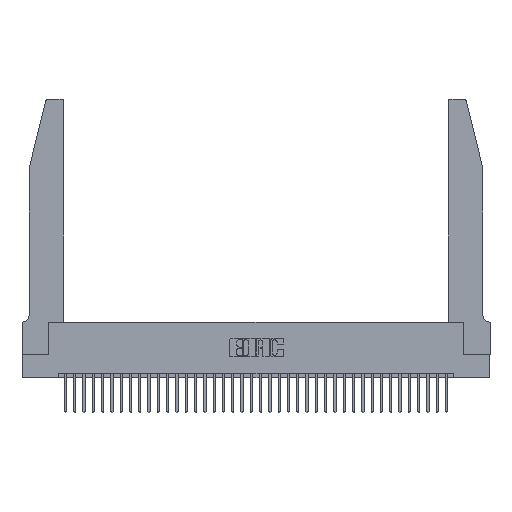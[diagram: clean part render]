
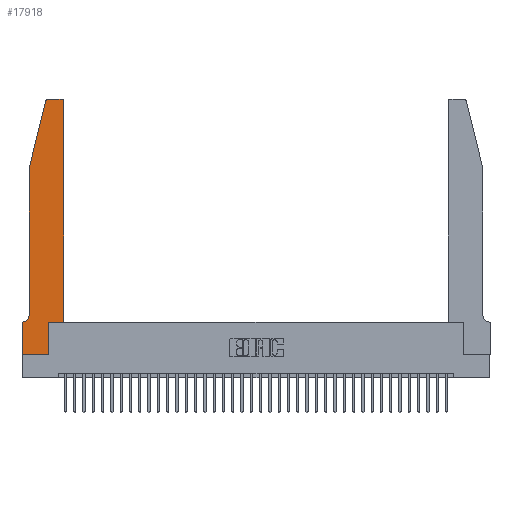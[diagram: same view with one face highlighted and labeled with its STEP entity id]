
A CAD part, top view. The second image highlights one B-rep face of the part: STEP entity #17918.
In plain terms, the highlighted planar face has unit normal (0, 0, 1).
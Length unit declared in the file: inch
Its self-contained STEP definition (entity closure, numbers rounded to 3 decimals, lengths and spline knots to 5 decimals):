
#50 = VERTEX_POINT ( 'NONE', #28279 ) ;
#741 = VERTEX_POINT ( 'NONE', #2230 ) ;
#1167 = DIRECTION ( 'NONE',  ( 1., 0., 0. ) ) ;
#1319 = VECTOR ( 'NONE', #16737, 39.37008 ) ;
#1364 = AXIS2_PLACEMENT_3D ( 'NONE', #18082, #17959, #11684 ) ;
#1426 = EDGE_CURVE ( 'NONE', #25635, #37049, #34668, .T. ) ;
#1948 = VECTOR ( 'NONE', #36984, 39.37008 ) ;
#2230 = CARTESIAN_POINT ( 'NONE',  ( 0.4505, 0.35, 0.37 ) ) ;
#2686 = EDGE_CURVE ( 'NONE', #20712, #28246, #11294, .T. ) ;
#2734 = EDGE_CURVE ( 'NONE', #741, #36074, #33171, .T. ) ;
#3727 = CARTESIAN_POINT ( 'NONE',  ( 0.4505, 0.35, 0.37 ) ) ;
#3882 = VECTOR ( 'NONE', #7926, 39.37008 ) ;
#4888 = DIRECTION ( 'NONE',  ( -1., 0., 0. ) ) ;
#6014 = AXIS2_PLACEMENT_3D ( 'NONE', #33015, #24594, #1167 ) ;
#6270 = CARTESIAN_POINT ( 'NONE',  ( 0.284, 2.75, 0.37 ) ) ;
#6285 = VERTEX_POINT ( 'NONE', #31842 ) ;
#6383 = ORIENTED_EDGE ( 'NONE', *, *, #2734, .T. ) ;
#6716 = CARTESIAN_POINT ( 'NONE',  ( 0.0055, 0.42, 0.37 ) ) ;
#6731 = EDGE_CURVE ( 'NONE', #50, #25430, #17751, .T. ) ;
#6867 = ORIENTED_EDGE ( 'NONE', *, *, #11270, .T. ) ;
#7390 = CARTESIAN_POINT ( 'NONE',  ( 0.0755, 2., 0.37 ) ) ;
#7716 = EDGE_CURVE ( 'NONE', #20570, #20712, #30863, .T. ) ;
#7926 = DIRECTION ( 'NONE',  ( 1., 0., 0. ) ) ;
#8419 = VECTOR ( 'NONE', #37071, 39.37008 ) ;
#8539 = DIRECTION ( 'NONE',  ( 0., 1., 0. ) ) ;
#8712 = EDGE_CURVE ( 'NONE', #28246, #25635, #19437, .T. ) ;
#8844 = EDGE_CURVE ( 'NONE', #25430, #20570, #13457, .T. ) ;
#9596 = CARTESIAN_POINT ( 'NONE',  ( 0.4505, 0.35, 0.37 ) ) ;
#9831 = CARTESIAN_POINT ( 'NONE',  ( 0., 0.35, 0.37 ) ) ;
#9895 = ORIENTED_EDGE ( 'NONE', *, *, #6731, .T. ) ;
#10709 = LINE ( 'NONE', #37184, #8419 ) ;
#11270 = EDGE_CURVE ( 'NONE', #36074, #18738, #21541, .T. ) ;
#11294 = LINE ( 'NONE', #36043, #20430 ) ;
#11684 = DIRECTION ( 'NONE',  ( 1., 0., 0. ) ) ;
#11743 = DIRECTION ( 'NONE',  ( 0., 0., 1. ) ) ;
#12242 = DIRECTION ( 'NONE',  ( 1., 0., 0. ) ) ;
#12284 = CARTESIAN_POINT ( 'NONE',  ( 0.4205, 2.72, 0.37 ) ) ;
#12455 = DIRECTION ( 'NONE',  ( 0., -1., 0. ) ) ;
#12926 = CARTESIAN_POINT ( 'NONE',  ( 0., 0., 0.37 ) ) ;
#13457 = CIRCLE ( 'NONE', #23668, 0.07 ) ;
#13623 = ORIENTED_EDGE ( 'NONE', *, *, #36277, .T. ) ;
#15410 = ORIENTED_EDGE ( 'NONE', *, *, #2686, .T. ) ;
#15422 = AXIS2_PLACEMENT_3D ( 'NONE', #12284, #11743, #12242 ) ;
#16737 = DIRECTION ( 'NONE',  ( 0., -1., 0. ) ) ;
#16855 = EDGE_CURVE ( 'NONE', #6285, #50, #18829, .T. ) ;
#17253 = EDGE_LOOP ( 'NONE', ( #13623, #32415, #17303, #9895, #31672, #17575, #15410, #24850, #35755, #17702, #6383, #6867 ) ) ;
#17268 = CARTESIAN_POINT ( 'NONE',  ( 0.2865, 0.35, 0.37 ) ) ;
#17303 = ORIENTED_EDGE ( 'NONE', *, *, #16855, .T. ) ;
#17575 = ORIENTED_EDGE ( 'NONE', *, *, #7716, .T. ) ;
#17702 = ORIENTED_EDGE ( 'NONE', *, *, #30343, .T. ) ;
#17751 = LINE ( 'NONE', #7390, #1319 ) ;
#17918 = ADVANCED_FACE ( 'NONE', ( #36545 ), #18769, .T. ) ;
#17959 = DIRECTION ( 'NONE',  ( 0., 0., 1. ) ) ;
#18082 = CARTESIAN_POINT ( 'NONE',  ( 0.284, 2.72, 0.37 ) ) ;
#18738 = VERTEX_POINT ( 'NONE', #33967 ) ;
#18769 = PLANE ( 'NONE',  #6014 ) ;
#18829 = LINE ( 'NONE', #28083, #1948 ) ;
#19437 = LINE ( 'NONE', #25170, #3882 ) ;
#19678 = LINE ( 'NONE', #3727, #37007 ) ;
#20430 = VECTOR ( 'NONE', #12455, 39.37008 ) ;
#20519 = CARTESIAN_POINT ( 'NONE',  ( 0.0755, 0.42, 0.37 ) ) ;
#20570 = VERTEX_POINT ( 'NONE', #26710 ) ;
#20712 = VERTEX_POINT ( 'NONE', #9831 ) ;
#21136 = DIRECTION ( 'NONE',  ( 0., 1., 0. ) ) ;
#21280 = VECTOR ( 'NONE', #4888, 39.37008 ) ;
#21338 = VECTOR ( 'NONE', #21136, 39.37008 ) ;
#21541 = CIRCLE ( 'NONE', #15422, 0.03 ) ;
#23668 = AXIS2_PLACEMENT_3D ( 'NONE', #6716, #27293, #27795 ) ;
#24263 = DIRECTION ( 'NONE',  ( 1., 0., 0. ) ) ;
#24594 = DIRECTION ( 'NONE',  ( 0., 0., 1. ) ) ;
#24850 = ORIENTED_EDGE ( 'NONE', *, *, #8712, .T. ) ;
#24891 = CIRCLE ( 'NONE', #1364, 0.03 ) ;
#25170 = CARTESIAN_POINT ( 'NONE',  ( 0., 0., 0.37 ) ) ;
#25430 = VERTEX_POINT ( 'NONE', #20519 ) ;
#25635 = VERTEX_POINT ( 'NONE', #27275 ) ;
#26710 = CARTESIAN_POINT ( 'NONE',  ( 0.0055, 0.35, 0.37 ) ) ;
#27275 = CARTESIAN_POINT ( 'NONE',  ( 0.2865, 0., 0.37 ) ) ;
#27293 = DIRECTION ( 'NONE',  ( 0., 0., -1. ) ) ;
#27795 = DIRECTION ( 'NONE',  ( -1., 0., 0. ) ) ;
#28083 = CARTESIAN_POINT ( 'NONE',  ( 0.0755, 2., 0.37 ) ) ;
#28246 = VERTEX_POINT ( 'NONE', #12926 ) ;
#28279 = CARTESIAN_POINT ( 'NONE',  ( 0.0755, 2., 0.37 ) ) ;
#30319 = CARTESIAN_POINT ( 'NONE',  ( 0.4505, 2.72, 0.37 ) ) ;
#30343 = EDGE_CURVE ( 'NONE', #37049, #741, #19678, .T. ) ;
#30863 = LINE ( 'NONE', #31275, #21280 ) ;
#31275 = CARTESIAN_POINT ( 'NONE',  ( 0.0755, 0.35, 0.37 ) ) ;
#31672 = ORIENTED_EDGE ( 'NONE', *, *, #8844, .T. ) ;
#31842 = CARTESIAN_POINT ( 'NONE',  ( 0.25487, 2.72718, 0.37 ) ) ;
#32415 = ORIENTED_EDGE ( 'NONE', *, *, #36431, .T. ) ;
#32653 = CARTESIAN_POINT ( 'NONE',  ( 0.2865, 0.35, 0.37 ) ) ;
#33015 = CARTESIAN_POINT ( 'NONE',  ( 0., 0.35, 0.37 ) ) ;
#33171 = LINE ( 'NONE', #9596, #21338 ) ;
#33967 = CARTESIAN_POINT ( 'NONE',  ( 0.4205, 2.75, 0.37 ) ) ;
#34668 = LINE ( 'NONE', #17268, #36530 ) ;
#34977 = VERTEX_POINT ( 'NONE', #6270 ) ;
#35755 = ORIENTED_EDGE ( 'NONE', *, *, #1426, .T. ) ;
#36043 = CARTESIAN_POINT ( 'NONE',  ( 0., 0., 0.37 ) ) ;
#36074 = VERTEX_POINT ( 'NONE', #30319 ) ;
#36277 = EDGE_CURVE ( 'NONE', #18738, #34977, #10709, .T. ) ;
#36431 = EDGE_CURVE ( 'NONE', #34977, #6285, #24891, .T. ) ;
#36530 = VECTOR ( 'NONE', #8539, 39.37008 ) ;
#36545 = FACE_OUTER_BOUND ( 'NONE', #17253, .T. ) ;
#36984 = DIRECTION ( 'NONE',  ( -0.239, -0.971, 0. ) ) ;
#37007 = VECTOR ( 'NONE', #24263, 39.37008 ) ;
#37049 = VERTEX_POINT ( 'NONE', #32653 ) ;
#37071 = DIRECTION ( 'NONE',  ( -1., 0., 0. ) ) ;
#37184 = CARTESIAN_POINT ( 'NONE',  ( 0.2605, 2.75, 0.37 ) ) ;
